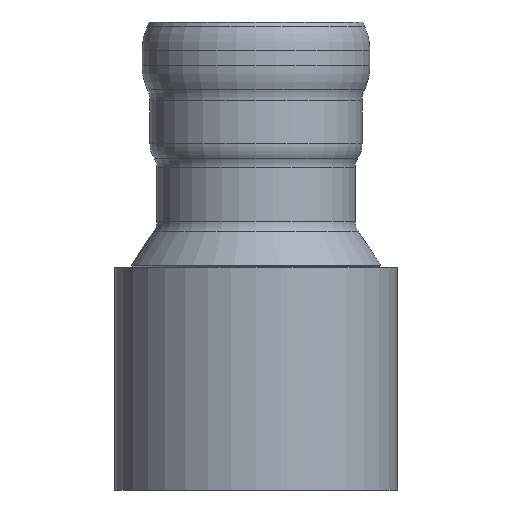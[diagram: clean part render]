
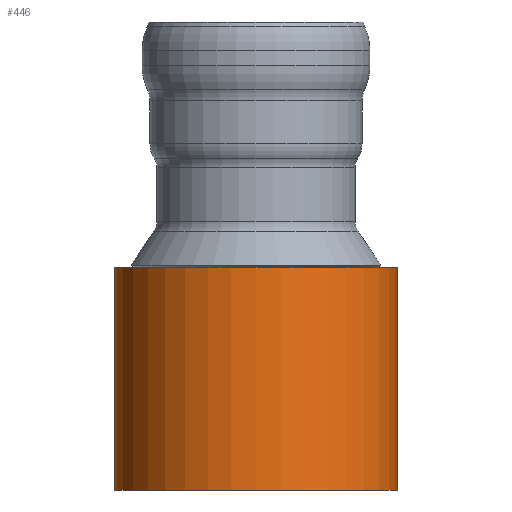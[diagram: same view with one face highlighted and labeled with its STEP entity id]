
A CAD part, front view. The second image highlights one B-rep face of the part: STEP entity #446.
In plain terms, the highlighted cylindrical face has radius 635 mm (diameter 1270 mm), a full revolution.
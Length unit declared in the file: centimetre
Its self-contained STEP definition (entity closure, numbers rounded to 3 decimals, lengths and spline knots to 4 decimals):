
#46=FACE_OUTER_BOUND('',#74,.T.);
#74=EDGE_LOOP('',(#300,#301,#302,#303));
#105=LINE('',#756,#118);
#118=VECTOR('',#571,63.5);
#131=CIRCLE('',#479,63.5);
#132=CIRCLE('',#480,63.5);
#187=VERTEX_POINT('',#753);
#188=VERTEX_POINT('',#755);
#231=EDGE_CURVE('',#187,#187,#131,.T.);
#232=EDGE_CURVE('',#187,#188,#105,.T.);
#233=EDGE_CURVE('',#188,#188,#132,.T.);
#300=ORIENTED_EDGE('',*,*,#231,.F.);
#301=ORIENTED_EDGE('',*,*,#232,.T.);
#302=ORIENTED_EDGE('',*,*,#233,.T.);
#303=ORIENTED_EDGE('',*,*,#232,.F.);
#438=CYLINDRICAL_SURFACE('',#478,63.5);
#446=ADVANCED_FACE('',(#46),#438,.T.);
#478=AXIS2_PLACEMENT_3D('',#752,#567,#568);
#479=AXIS2_PLACEMENT_3D('',#754,#569,#570);
#480=AXIS2_PLACEMENT_3D('',#757,#572,#573);
#567=DIRECTION('center_axis',(0.,0.,1.));
#568=DIRECTION('ref_axis',(1.,0.,0.));
#569=DIRECTION('center_axis',(0.,0.,1.));
#570=DIRECTION('ref_axis',(1.,0.,0.));
#571=DIRECTION('',(0.,0.,-1.));
#572=DIRECTION('center_axis',(0.,0.,1.));
#573=DIRECTION('ref_axis',(1.,0.,0.));
#752=CARTESIAN_POINT('Origin',(129.7973,97.1939,-210.0351));
#753=CARTESIAN_POINT('',(66.2973,97.1939,-160.0351));
#754=CARTESIAN_POINT('Origin',(129.7973,97.1939,-160.0351));
#755=CARTESIAN_POINT('',(66.2973,97.1939,-260.0351));
#756=CARTESIAN_POINT('',(66.2973,97.1939,-210.0351));
#757=CARTESIAN_POINT('Origin',(129.7973,97.1939,-260.0351));
